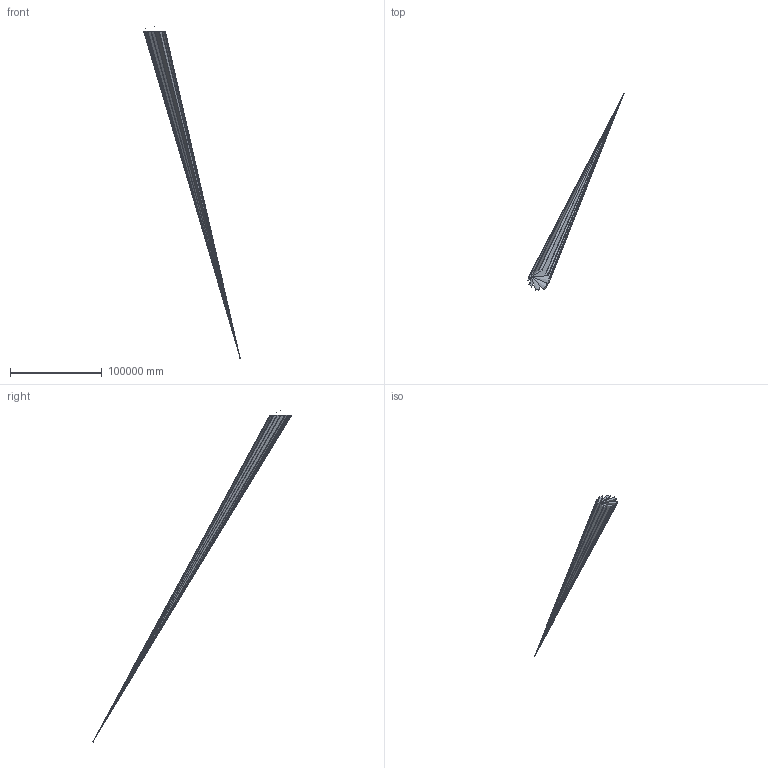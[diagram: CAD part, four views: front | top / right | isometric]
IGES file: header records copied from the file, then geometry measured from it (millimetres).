
Start section: C
Global section: file name: CW177-00.igs; native system: By Siemens PLM Incorporated; preprocessor: XPlus GENERIC/IGES 26.1.183; author: Author; organization: Title; date: 20250326.150004; units: millimetre
Bounding box: 104947.38 x 216315.62 x 362586.22 mm (x, y, z)
Volume: 17992855.8 mm3; surface area: 479839.6 mm2
Topology: 32 solids, 40 shells, 3305 faces, 8178 edges, 5033 vertices
Faces by surface type: bspline 3305
